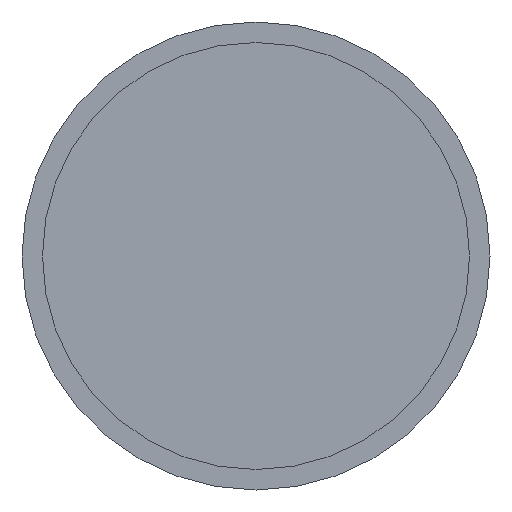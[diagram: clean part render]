
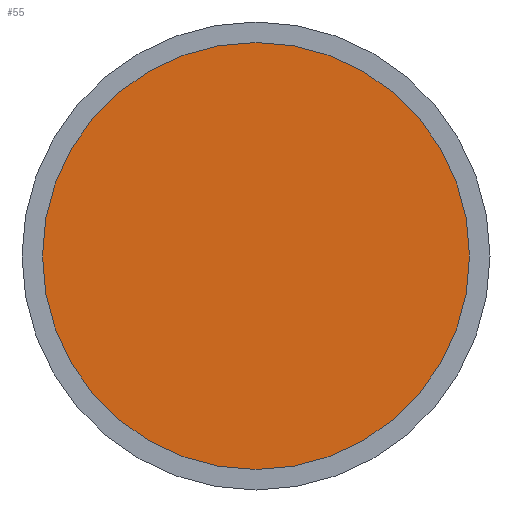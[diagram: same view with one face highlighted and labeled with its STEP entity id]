
A CAD part, front view. The second image highlights one B-rep face of the part: STEP entity #55.
In plain terms, the highlighted planar face has unit normal (0, -1, 0).
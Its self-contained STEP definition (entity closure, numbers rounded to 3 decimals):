
#8 = CIRCLE ( 'NONE', #396, 18.25 ) ;
#33 = EDGE_CURVE ( 'NONE', #415, #409, #8, .T. ) ;
#55 = ADVANCED_FACE ( 'NONE', ( #140 ), #215, .T. ) ;
#60 = CIRCLE ( 'NONE', #133, 18.25 ) ;
#83 = EDGE_CURVE ( 'NONE', #409, #415, #60, .T. ) ;
#133 = AXIS2_PLACEMENT_3D ( 'NONE', #273, #272, #270 ) ;
#140 = FACE_OUTER_BOUND ( 'NONE', #489, .T. ) ;
#177 = DIRECTION ( 'NONE',  ( 0., 0., -1. ) ) ;
#178 = DIRECTION ( 'NONE',  ( 0., -1., 0. ) ) ;
#179 = CARTESIAN_POINT ( 'NONE',  ( 0., 0., 0. ) ) ;
#212 = DIRECTION ( 'NONE',  ( 0., 0., -1. ) ) ;
#213 = DIRECTION ( 'NONE',  ( 0., -1., 0. ) ) ;
#214 = CARTESIAN_POINT ( 'NONE',  ( 18.25, 0., 0. ) ) ;
#215 = PLANE ( 'NONE',  #374 ) ;
#270 = DIRECTION ( 'NONE',  ( 0., 0., -1. ) ) ;
#272 = DIRECTION ( 'NONE',  ( 0., -1., 0. ) ) ;
#273 = CARTESIAN_POINT ( 'NONE',  ( 0., 0., 0. ) ) ;
#337 = CARTESIAN_POINT ( 'NONE',  ( 0., 0., -18.25 ) ) ;
#343 = CARTESIAN_POINT ( 'NONE',  ( 0., 0., 18.25 ) ) ;
#374 = AXIS2_PLACEMENT_3D ( 'NONE', #214, #213, #212 ) ;
#396 = AXIS2_PLACEMENT_3D ( 'NONE', #179, #178, #177 ) ;
#409 = VERTEX_POINT ( 'NONE', #343 ) ;
#415 = VERTEX_POINT ( 'NONE', #337 ) ;
#434 = ORIENTED_EDGE ( 'NONE', *, *, #83, .T. ) ;
#435 = ORIENTED_EDGE ( 'NONE', *, *, #33, .T. ) ;
#489 = EDGE_LOOP ( 'NONE', ( #435, #434 ) ) ;
